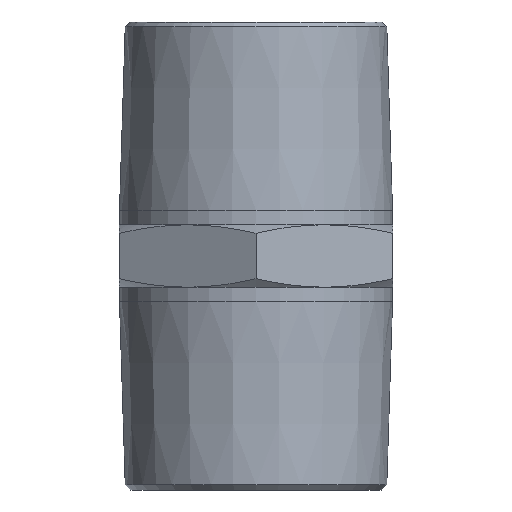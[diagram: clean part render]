
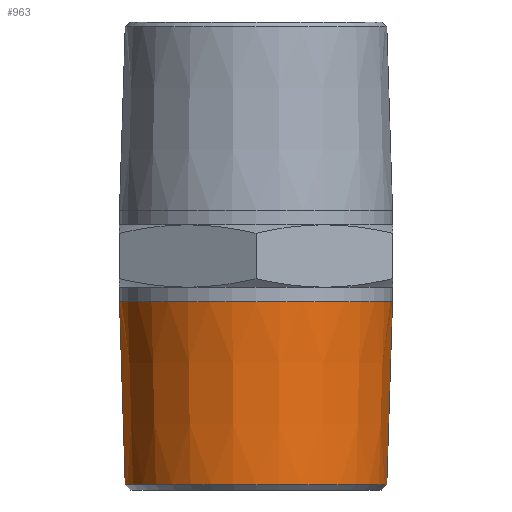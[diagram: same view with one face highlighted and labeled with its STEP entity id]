
A CAD part, front view. The second image highlights one B-rep face of the part: STEP entity #963.
In plain terms, the highlighted conical face has half-angle 1.78 degrees and reference radius 17.5 mm.
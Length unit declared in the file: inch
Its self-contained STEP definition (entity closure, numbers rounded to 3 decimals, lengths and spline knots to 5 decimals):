
#17 = CARTESIAN_POINT ( 'NONE',  ( 0., 0., -1.1553 ) ) ;
#36 = CARTESIAN_POINT ( 'NONE',  ( -0.66026, 0., -1.1553 ) ) ;
#57 = FACE_OUTER_BOUND ( 'NONE', #829, .T. ) ;
#63 = VERTEX_POINT ( 'NONE', #802 ) ;
#104 = CONICAL_SURFACE ( 'NONE', #197, 0.68898, 0.031 ) ;
#113 = EDGE_CURVE ( 'NONE', #63, #237, #730, .T. ) ;
#155 = DIRECTION ( 'NONE',  ( 1., 0., 0. ) ) ;
#180 = DIRECTION ( 'NONE',  ( 0., 0., 1. ) ) ;
#188 = DIRECTION ( 'NONE',  ( 1., 0., 0. ) ) ;
#197 = AXIS2_PLACEMENT_3D ( 'NONE', #394, #308, #155 ) ;
#237 = VERTEX_POINT ( 'NONE', #337 ) ;
#256 = ORIENTED_EDGE ( 'NONE', *, *, #113, .F. ) ;
#257 = AXIS2_PLACEMENT_3D ( 'NONE', #486, #1073, #586 ) ;
#297 = VERTEX_POINT ( 'NONE', #299 ) ;
#298 = LINE ( 'NONE', #859, #521 ) ;
#299 = CARTESIAN_POINT ( 'NONE',  ( 0.66026, 0., -1.1553 ) ) ;
#308 = DIRECTION ( 'NONE',  ( 0., 0., 1. ) ) ;
#337 = CARTESIAN_POINT ( 'NONE',  ( 0.68898, 0., -0.2311 ) ) ;
#394 = CARTESIAN_POINT ( 'NONE',  ( 0., 0., -0.2311 ) ) ;
#410 = ORIENTED_EDGE ( 'NONE', *, *, #558, .T. ) ;
#486 = CARTESIAN_POINT ( 'NONE',  ( 0., 0., -0.2311 ) ) ;
#490 = ORIENTED_EDGE ( 'NONE', *, *, #851, .F. ) ;
#521 = VECTOR ( 'NONE', #612, 39.37008 ) ;
#558 = EDGE_CURVE ( 'NONE', #868, #297, #767, .T. ) ;
#564 = DIRECTION ( 'NONE',  ( 0.031, 0., 1. ) ) ;
#586 = DIRECTION ( 'NONE',  ( 1., 0., 0. ) ) ;
#588 = VECTOR ( 'NONE', #564, 39.37008 ) ;
#612 = DIRECTION ( 'NONE',  ( -0.031, 0., 1. ) ) ;
#720 = CARTESIAN_POINT ( 'NONE',  ( 0.68898, 0., -0.2311 ) ) ;
#726 = LINE ( 'NONE', #720, #588 ) ;
#730 = CIRCLE ( 'NONE', #257, 0.68898 ) ;
#767 = CIRCLE ( 'NONE', #855, 0.66026 ) ;
#790 = ORIENTED_EDGE ( 'NONE', *, *, #950, .T. ) ;
#802 = CARTESIAN_POINT ( 'NONE',  ( -0.68898, 0., -0.2311 ) ) ;
#829 = EDGE_LOOP ( 'NONE', ( #490, #410, #790, #256 ) ) ;
#851 = EDGE_CURVE ( 'NONE', #868, #63, #298, .T. ) ;
#855 = AXIS2_PLACEMENT_3D ( 'NONE', #17, #180, #188 ) ;
#859 = CARTESIAN_POINT ( 'NONE',  ( -0.68898, 0., -0.2311 ) ) ;
#868 = VERTEX_POINT ( 'NONE', #36 ) ;
#950 = EDGE_CURVE ( 'NONE', #297, #237, #726, .T. ) ;
#963 = ADVANCED_FACE ( 'NONE', ( #57 ), #104, .T. ) ;
#1073 = DIRECTION ( 'NONE',  ( 0., 0., 1. ) ) ;
